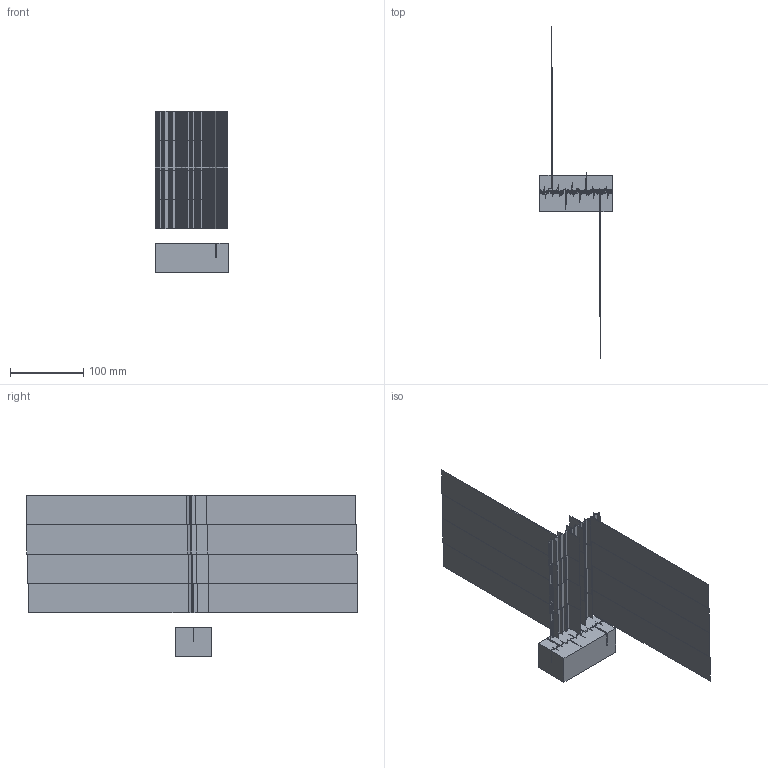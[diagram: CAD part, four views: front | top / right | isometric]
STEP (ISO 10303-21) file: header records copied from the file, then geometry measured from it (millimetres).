
FILE_DESCRIPTION(('Open CASCADE Model'),'2;1');
FILE_NAME('Open CASCADE Shape Model','2024-05-29T22:26:29',('Author'),( 'Open CASCADE'),'Open CASCADE STEP processor 7.7','Open CASCADE 7.7' ,'Unknown');
FILE_SCHEMA(('AUTOMOTIVE_DESIGN { 1 0 10303 214 1 1 1 1 }'));
Length unit declared in the file: millimetre
Products named in the file (3): Open CASCADE STEP translator 7.7 18; Open CASCADE STEP translator 7.7 18.1; Open CASCADE STEP translator 7.7 18.2
Assembly tree (2 placements, depth 2):
  Open CASCADE STEP translator 7.7 18
    Open CASCADE STEP translator 7.7 18.1
    Open CASCADE STEP translator 7.7 18.2
Bounding box: 100 x 452.9 x 220 mm (x, y, z)
Volume: 193461.5 mm3; surface area: 246700.2 mm2
Topology: 2 solids, 2 shells, 652 faces, 2131 edges, 1318 vertices
Faces by surface type: plane 652
Entity records: 43782 total; most frequent: CARTESIAN_POINT 7286, DIRECTION 6623, LINE 5583, VECTOR 5583, ORIENTED_EDGE 3722, PCURVE 3722, DEFINITIONAL_REPRESENTATION 3722, EDGE_CURVE 1861
